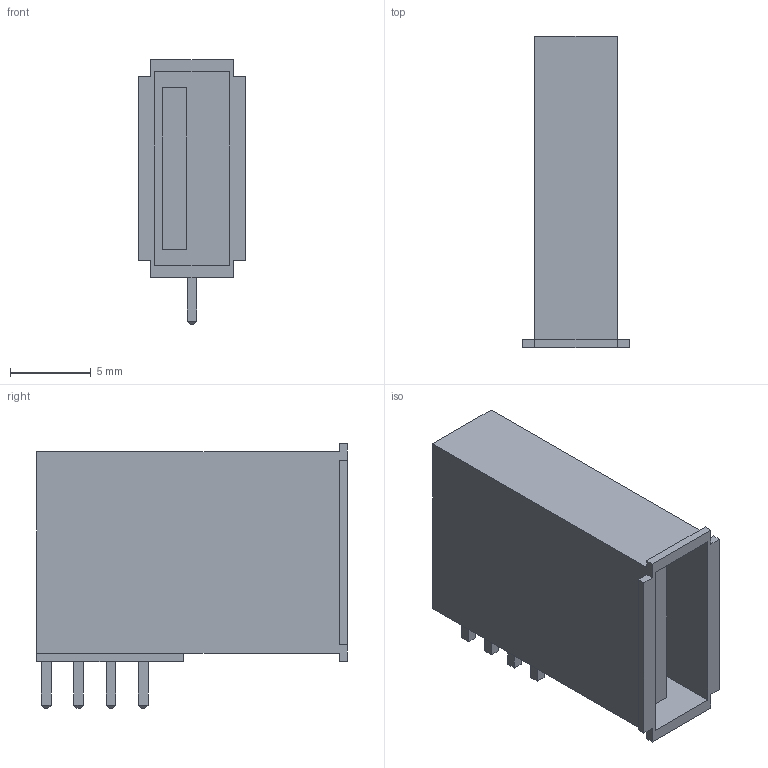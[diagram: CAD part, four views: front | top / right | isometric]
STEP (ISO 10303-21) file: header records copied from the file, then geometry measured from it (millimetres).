
FILE_DESCRIPTION(/* description */ (''),/* implementation_level */ '2;1');
FILE_NAME(/* name */ 'USB-A-SIDE v4.step',/* time_stamp */ '2022-07-01T14:30:59-07:00',/* author */ (''),/* organization */ (''),/* preprocessor_version */ 'ST-DEVELOPER v19',/* originating_system */ 'Autodesk Translation Framework v11.7.0.108',/* authorisation */ '');
FILE_SCHEMA (('AUTOMOTIVE_DESIGN { 1 0 10303 214 3 1 1 }'));
Length unit declared in the file: millimetre
Products named in the file (1): USB-A-SIDE
Bounding box: 6.62 x 19.25 x 16.4 mm (x, y, z)
Volume: 677.4 mm3; surface area: 1688.6 mm2
Topology: 6 solids, 6 shells, 73 faces, 164 edges, 104 vertices
Faces by surface type: plane 73
Entity records: 2013 total; most frequent: CARTESIAN_POINT 342, ORIENTED_EDGE 328, DIRECTION 312, LINE 164, VECTOR 164, EDGE_CURVE 164, VERTEX_POINT 104, EDGE_LOOP 74
